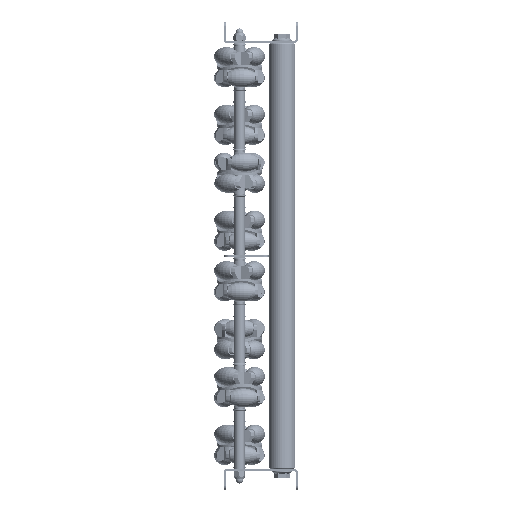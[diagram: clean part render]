
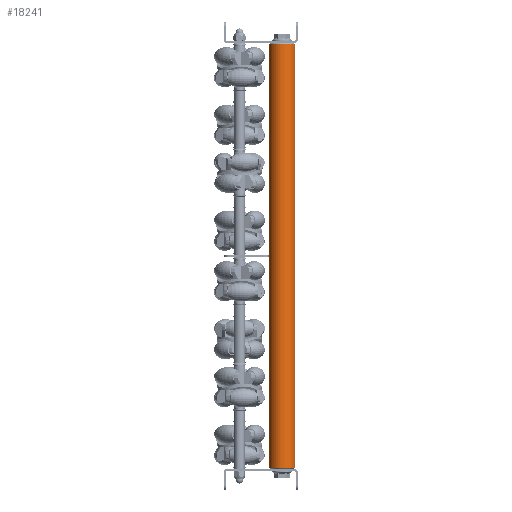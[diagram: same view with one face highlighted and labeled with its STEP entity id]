
A CAD part, left-side view. The second image highlights one B-rep face of the part: STEP entity #18241.
In plain terms, the highlighted cylindrical face has radius 12.5 mm (diameter 25 mm), a partial arc.
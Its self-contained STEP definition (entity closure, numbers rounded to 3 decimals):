
#257 = CARTESIAN_POINT ( 'NONE',  ( 400., 0., -12.5 ) ) ;
#791 = AXIS2_PLACEMENT_3D ( 'NONE', #11074, #21264, #5201 ) ;
#1353 = EDGE_CURVE ( 'NONE', #1743, #8698, #15618, .T. ) ;
#1385 = VERTEX_POINT ( 'NONE', #20266 ) ;
#1687 = DIRECTION ( 'NONE',  ( 0., 0., 1. ) ) ;
#1699 = CARTESIAN_POINT ( 'NONE',  ( 400., 0., 12.5 ) ) ;
#1743 = VERTEX_POINT ( 'NONE', #15258 ) ;
#2325 = AXIS2_PLACEMENT_3D ( 'NONE', #15781, #13839, #1687 ) ;
#5201 = DIRECTION ( 'NONE',  ( 0., 0., -1. ) ) ;
#6158 = LINE ( 'NONE', #257, #11115 ) ;
#7099 = FACE_OUTER_BOUND ( 'NONE', #20955, .T. ) ;
#8698 = VERTEX_POINT ( 'NONE', #11961 ) ;
#8830 = EDGE_CURVE ( 'NONE', #8698, #1385, #13727, .T. ) ;
#9675 = CYLINDRICAL_SURFACE ( 'NONE', #2325, 12.5 ) ;
#9859 = ORIENTED_EDGE ( 'NONE', *, *, #18885, .F. ) ;
#11074 = CARTESIAN_POINT ( 'NONE',  ( 1., 0., 0. ) ) ;
#11115 = VECTOR ( 'NONE', #14104, 1000. ) ;
#11943 = CARTESIAN_POINT ( 'NONE',  ( 1., 0., -12.5 ) ) ;
#11961 = CARTESIAN_POINT ( 'NONE',  ( 399., 0., 12.5 ) ) ;
#12486 = CIRCLE ( 'NONE', #791, 12.5 ) ;
#12666 = ORIENTED_EDGE ( 'NONE', *, *, #1353, .T. ) ;
#13551 = AXIS2_PLACEMENT_3D ( 'NONE', #20407, #17895, #21970 ) ;
#13727 = LINE ( 'NONE', #1699, #24487 ) ;
#13839 = DIRECTION ( 'NONE',  ( -1., 0., 0. ) ) ;
#14104 = DIRECTION ( 'NONE',  ( -1., 0., 0. ) ) ;
#15258 = CARTESIAN_POINT ( 'NONE',  ( 399., 0., -12.5 ) ) ;
#15618 = CIRCLE ( 'NONE', #13551, 12.5 ) ;
#15781 = CARTESIAN_POINT ( 'NONE',  ( 400., 0., 0. ) ) ;
#17895 = DIRECTION ( 'NONE',  ( -1., 0., 0. ) ) ;
#18241 = ADVANCED_FACE ( 'NONE', ( #7099 ), #9675, .T. ) ;
#18885 = EDGE_CURVE ( 'NONE', #1743, #20654, #6158, .T. ) ;
#19200 = ORIENTED_EDGE ( 'NONE', *, *, #8830, .T. ) ;
#20266 = CARTESIAN_POINT ( 'NONE',  ( 1., 0., 12.5 ) ) ;
#20407 = CARTESIAN_POINT ( 'NONE',  ( 399., 0., 0. ) ) ;
#20654 = VERTEX_POINT ( 'NONE', #11943 ) ;
#20955 = EDGE_LOOP ( 'NONE', ( #9859, #12666, #19200, #24384 ) ) ;
#21264 = DIRECTION ( 'NONE',  ( 1., 0., 0. ) ) ;
#21266 = EDGE_CURVE ( 'NONE', #1385, #20654, #12486, .T. ) ;
#21970 = DIRECTION ( 'NONE',  ( 0., 0., -1. ) ) ;
#23768 = DIRECTION ( 'NONE',  ( -1., 0., 0. ) ) ;
#24384 = ORIENTED_EDGE ( 'NONE', *, *, #21266, .T. ) ;
#24487 = VECTOR ( 'NONE', #23768, 1000. ) ;
